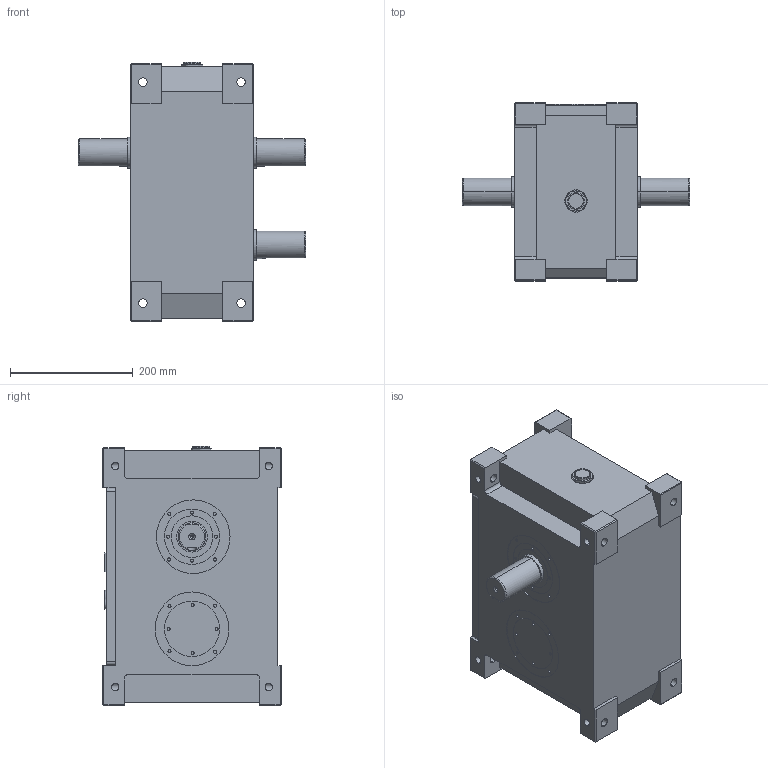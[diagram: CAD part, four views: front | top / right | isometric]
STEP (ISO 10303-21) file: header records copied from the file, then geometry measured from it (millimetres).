
FILE_DESCRIPTION (( 'STEP AP203' ), '1' );
FILE_NAME ('PC150.STEP', '2025-06-20T03:19:07', ( '' ), ( '' ), 'SwSTEP 2.0', 'SolidWorks 2018', '' );
FILE_SCHEMA (( 'CONFIG_CONTROL_DESIGN' ));
Length unit declared in the file: millimetre
Products named in the file (1): PC150
Bounding box: 370 x 290 x 422 mm (x, y, z)
Volume: 21952427.5 mm3; surface area: 603828.6 mm2
Topology: 1 solids, 1 shells, 617 faces, 1523 edges, 998 vertices
Faces by surface type: plane 339, cylinder 187, bspline 71, cone 12, torus 8
Entity records: 24579 total; most frequent: CARTESIAN_POINT 9989, ORIENTED_EDGE 3034, DIRECTION 2825, EDGE_CURVE 1517, VERTEX_POINT 998, LINE 963, VECTOR 963, AXIS2_PLACEMENT_3D 931
